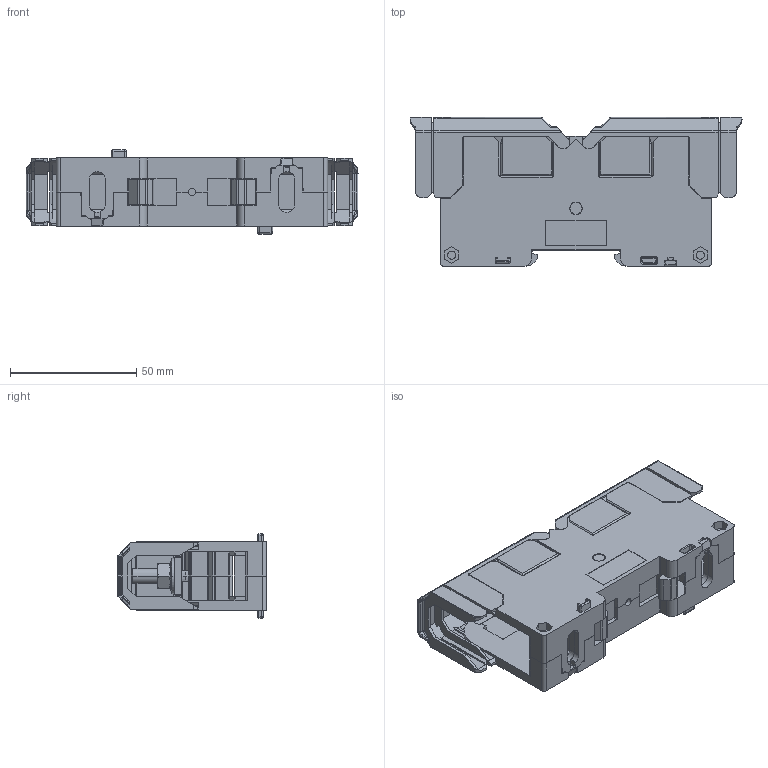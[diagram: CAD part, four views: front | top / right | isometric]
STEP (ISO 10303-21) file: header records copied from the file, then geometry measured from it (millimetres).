
FILE_DESCRIPTION(/* description */ (''),/* implementation_level */ '2;1');
FILE_NAME(/* name */ '17170_HSKG_35_M6_B_B_mit_ADH.stp',/* time_stamp */ '2021-12-15T14:21:49+01:00',/* author */ (''),/* organization */ (''),/* preprocessor_version */ 'ST-DEVELOPER v16.7',/* originating_system */ 'SIEMENS PLM Software NX 12.0',/* authorisation */ '');
FILE_SCHEMA (('AUTOMOTIVE_DESIGN { 1 0 10303 214 3 1 1 1 }'));
Products named in the file (1): 17170_HSKG_35_M6_B_B_mit_ADH
Bounding box: 131.5 x 59 x 33.4 mm (x, y, z)
Volume: 87406.5 mm3; surface area: 57367.5 mm2
Topology: 12 solids, 12 shells, 2408 faces, 6663 edges, 4297 vertices
Faces by surface type: plane 1384, cylinder 728, cone 132, bspline 84, torus 52, sphere 28
Entity records: 101181 total; most frequent: CARTESIAN_POINT 23441, ORIENTED_EDGE 13352, DIRECTION 12208, EDGE_CURVE 6676, VERTEX_POINT 4310, LINE 4262, VECTOR 4262, AXIS2_PLACEMENT_3D 3973
